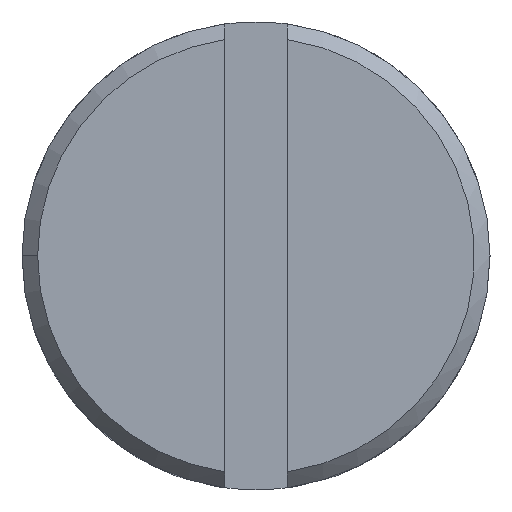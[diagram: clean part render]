
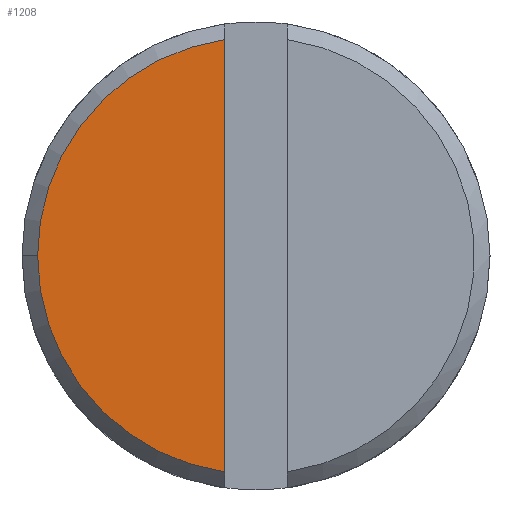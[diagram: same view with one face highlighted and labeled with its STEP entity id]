
A CAD part, top view. The second image highlights one B-rep face of the part: STEP entity #1208.
In plain terms, the highlighted planar face has unit normal (0, 0, 1).
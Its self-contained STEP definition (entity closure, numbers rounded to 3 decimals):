
#7 = CIRCLE ( 'NONE', #1014, 7. ) ;
#61 = EDGE_CURVE ( 'NONE', #328, #1250, #7, .T. ) ;
#127 = ORIENTED_EDGE ( 'NONE', *, *, #1225, .F. ) ;
#196 = CARTESIAN_POINT ( 'NONE',  ( -7., 0., 5. ) ) ;
#215 = CARTESIAN_POINT ( 'NONE',  ( -1., 10., 5. ) ) ;
#244 = DIRECTION ( 'NONE',  ( -1., 0., 0. ) ) ;
#259 = DIRECTION ( 'NONE',  ( 0., 0., -1. ) ) ;
#328 = VERTEX_POINT ( 'NONE', #196 ) ;
#365 = EDGE_LOOP ( 'NONE', ( #549, #1253, #127 ) ) ;
#369 = DIRECTION ( 'NONE',  ( -1., 0., 0. ) ) ;
#455 = DIRECTION ( 'NONE',  ( 0., 1., 0. ) ) ;
#457 = LINE ( 'NONE', #215, #789 ) ;
#471 = CARTESIAN_POINT ( 'NONE',  ( 0., 0., 5. ) ) ;
#474 = CARTESIAN_POINT ( 'NONE',  ( 0., 0., 5. ) ) ;
#543 = DIRECTION ( 'NONE',  ( 0., 0., -1. ) ) ;
#549 = ORIENTED_EDGE ( 'NONE', *, *, #1126, .T. ) ;
#560 = DIRECTION ( 'NONE',  ( -1., 0., 0. ) ) ;
#789 = VECTOR ( 'NONE', #455, 1000. ) ;
#897 = CARTESIAN_POINT ( 'NONE',  ( 0., 0., 5. ) ) ;
#1014 = AXIS2_PLACEMENT_3D ( 'NONE', #897, #543, #560 ) ;
#1095 = AXIS2_PLACEMENT_3D ( 'NONE', #474, #259, #244 ) ;
#1117 = AXIS2_PLACEMENT_3D ( 'NONE', #471, #1258, #369 ) ;
#1126 = EDGE_CURVE ( 'NONE', #1137, #1250, #457, .T. ) ;
#1137 = VERTEX_POINT ( 'NONE', #1143 ) ;
#1143 = CARTESIAN_POINT ( 'NONE',  ( -1., -6.928, 5. ) ) ;
#1196 = FACE_OUTER_BOUND ( 'NONE', #365, .T. ) ;
#1208 = ADVANCED_FACE ( 'NONE', ( #1196 ), #1376, .F. ) ;
#1225 = EDGE_CURVE ( 'NONE', #1137, #328, #1460, .T. ) ;
#1250 = VERTEX_POINT ( 'NONE', #1263 ) ;
#1253 = ORIENTED_EDGE ( 'NONE', *, *, #61, .F. ) ;
#1258 = DIRECTION ( 'NONE',  ( 0., 0., -1. ) ) ;
#1263 = CARTESIAN_POINT ( 'NONE',  ( -1., 6.928, 5. ) ) ;
#1376 = PLANE ( 'NONE',  #1117 ) ;
#1460 = CIRCLE ( 'NONE', #1095, 7. ) ;
